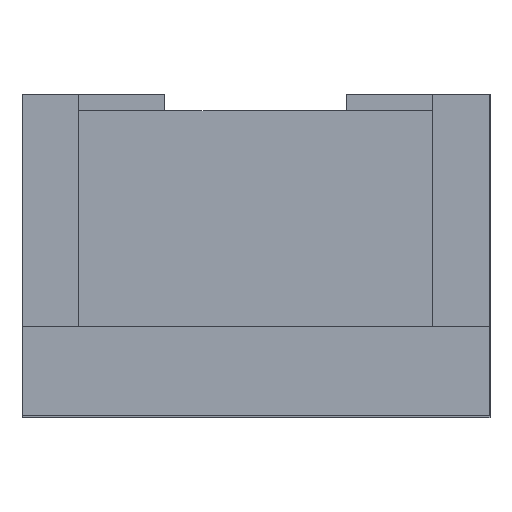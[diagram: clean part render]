
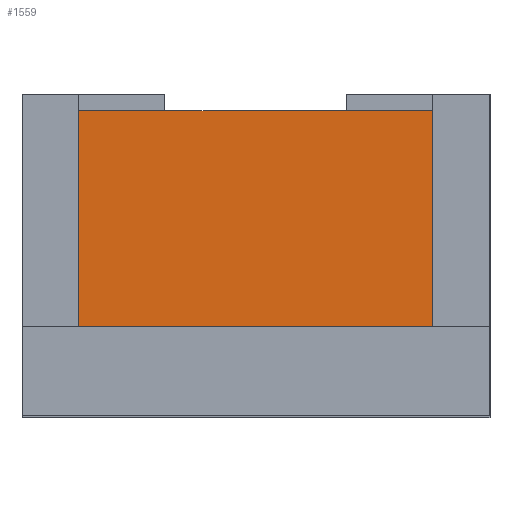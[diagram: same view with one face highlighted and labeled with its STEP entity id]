
A CAD part, left-side view. The second image highlights one B-rep face of the part: STEP entity #1559.
In plain terms, the highlighted planar face has unit normal (-1, 0, 0).
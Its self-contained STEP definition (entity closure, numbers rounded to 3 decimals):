
#123=FACE_OUTER_BOUND('',#217,.T.);
#217=EDGE_LOOP('',(#1377,#1378,#1379,#1380));
#380=LINE('',#2399,#582);
#412=LINE('',#2461,#614);
#419=LINE('',#2475,#621);
#420=LINE('',#2477,#622);
#582=VECTOR('',#1960,10.);
#614=VECTOR('',#2014,10.);
#621=VECTOR('',#2033,10.);
#622=VECTOR('',#2036,10.);
#745=VERTEX_POINT('',#2396);
#746=VERTEX_POINT('',#2398);
#764=VERTEX_POINT('',#2458);
#765=VERTEX_POINT('',#2460);
#936=EDGE_CURVE('',#745,#746,#380,.T.);
#968=EDGE_CURVE('',#765,#764,#412,.T.);
#975=EDGE_CURVE('',#764,#746,#419,.T.);
#976=EDGE_CURVE('',#765,#745,#420,.T.);
#1377=ORIENTED_EDGE('',*,*,#975,.T.);
#1378=ORIENTED_EDGE('',*,*,#936,.F.);
#1379=ORIENTED_EDGE('',*,*,#976,.F.);
#1380=ORIENTED_EDGE('',*,*,#968,.T.);
#1478=PLANE('',#1655);
#1559=ADVANCED_FACE('',(#123),#1478,.T.);
#1655=AXIS2_PLACEMENT_3D('',#2476,#2034,#2035);
#1960=DIRECTION('',(0.,1.,0.));
#2014=DIRECTION('',(0.,1.,0.));
#2033=DIRECTION('',(0.,0.,-1.));
#2034=DIRECTION('center_axis',(-1.,0.,0.));
#2035=DIRECTION('ref_axis',(0.,1.,0.));
#2036=DIRECTION('',(0.,0.,-1.));
#2396=CARTESIAN_POINT('',(42.327,0.872,-3.398));
#2398=CARTESIAN_POINT('',(42.327,19.372,-3.398));
#2399=CARTESIAN_POINT('',(42.327,0.872,-3.398));
#2458=CARTESIAN_POINT('',(42.327,19.372,10.352));
#2460=CARTESIAN_POINT('',(42.327,0.872,10.352));
#2461=CARTESIAN_POINT('',(42.327,0.872,10.352));
#2475=CARTESIAN_POINT('',(42.327,19.372,5.852));
#2476=CARTESIAN_POINT('Origin',(42.327,0.872,5.852));
#2477=CARTESIAN_POINT('',(42.327,0.872,5.852));
